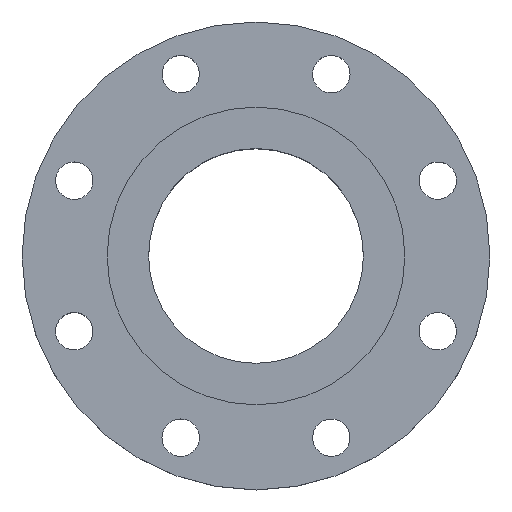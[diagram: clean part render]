
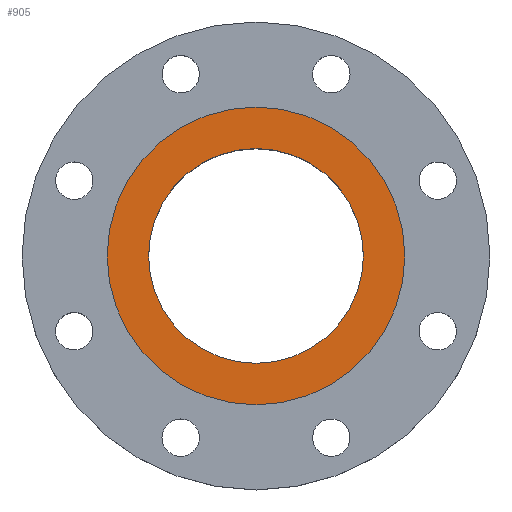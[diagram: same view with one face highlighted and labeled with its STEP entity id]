
A CAD part, top view. The second image highlights one B-rep face of the part: STEP entity #905.
In plain terms, the highlighted planar face has unit normal (0, 0, 1).
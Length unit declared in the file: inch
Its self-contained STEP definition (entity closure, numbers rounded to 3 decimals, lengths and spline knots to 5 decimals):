
#16 = CARTESIAN_POINT ( 'NONE',  ( 0., 0., 0.0625 ) ) ;
#17 = CARTESIAN_POINT ( 'NONE',  ( 0., 0., 0.0625 ) ) ;
#18 = DIRECTION ( 'NONE',  ( 1., 0., 0. ) ) ;
#74 = EDGE_CURVE ( 'NONE', #754, #169, #528, .T. ) ;
#98 = DIRECTION ( 'NONE',  ( 1., 0., 0. ) ) ;
#101 = PLANE ( 'NONE',  #532 ) ;
#107 = CARTESIAN_POINT ( 'NONE',  ( 0., 0., 0.0625 ) ) ;
#146 = ORIENTED_EDGE ( 'NONE', *, *, #74, .T. ) ;
#160 = AXIS2_PLACEMENT_3D ( 'NONE', #17, #861, #98 ) ;
#169 = VERTEX_POINT ( 'NONE', #605 ) ;
#209 = EDGE_CURVE ( 'NONE', #169, #754, #658, .T. ) ;
#213 = CIRCLE ( 'NONE', #938, 2.525 ) ;
#263 = DIRECTION ( 'NONE',  ( 0., 0., 1. ) ) ;
#273 = FACE_BOUND ( 'NONE', #702, .T. ) ;
#277 = DIRECTION ( 'NONE',  ( 1., 0., 0. ) ) ;
#318 = CARTESIAN_POINT ( 'NONE',  ( -2.525, 0., 0.0625 ) ) ;
#377 = ORIENTED_EDGE ( 'NONE', *, *, #422, .F. ) ;
#388 = CARTESIAN_POINT ( 'NONE',  ( 2.525, 0., 0.0625 ) ) ;
#404 = DIRECTION ( 'NONE',  ( 0., 0., 1. ) ) ;
#422 = EDGE_CURVE ( 'NONE', #638, #656, #993, .T. ) ;
#477 = ORIENTED_EDGE ( 'NONE', *, *, #209, .T. ) ;
#481 = DIRECTION ( 'NONE',  ( 0., 0., 1. ) ) ;
#528 = CIRCLE ( 'NONE', #160, 3.5 ) ;
#532 = AXIS2_PLACEMENT_3D ( 'NONE', #16, #263, #277 ) ;
#538 = EDGE_LOOP ( 'NONE', ( #146, #477 ) ) ;
#605 = CARTESIAN_POINT ( 'NONE',  ( 3.5, 0., 0.0625 ) ) ;
#614 = EDGE_CURVE ( 'NONE', #656, #638, #213, .T. ) ;
#617 = AXIS2_PLACEMENT_3D ( 'NONE', #829, #404, #740 ) ;
#638 = VERTEX_POINT ( 'NONE', #388 ) ;
#656 = VERTEX_POINT ( 'NONE', #318 ) ;
#658 = CIRCLE ( 'NONE', #724, 3.5 ) ;
#678 = DIRECTION ( 'NONE',  ( 0., 0., 1. ) ) ;
#702 = EDGE_LOOP ( 'NONE', ( #1017, #377 ) ) ;
#724 = AXIS2_PLACEMENT_3D ( 'NONE', #107, #678, #18 ) ;
#740 = DIRECTION ( 'NONE',  ( 1., 0., 0. ) ) ;
#754 = VERTEX_POINT ( 'NONE', #1090 ) ;
#806 = DIRECTION ( 'NONE',  ( 1., 0., 0. ) ) ;
#829 = CARTESIAN_POINT ( 'NONE',  ( 0., 0., 0.0625 ) ) ;
#856 = FACE_OUTER_BOUND ( 'NONE', #538, .T. ) ;
#861 = DIRECTION ( 'NONE',  ( 0., 0., 1. ) ) ;
#905 = ADVANCED_FACE ( 'NONE', ( #273, #856 ), #101, .T. ) ;
#938 = AXIS2_PLACEMENT_3D ( 'NONE', #1070, #481, #806 ) ;
#993 = CIRCLE ( 'NONE', #617, 2.525 ) ;
#1017 = ORIENTED_EDGE ( 'NONE', *, *, #614, .F. ) ;
#1070 = CARTESIAN_POINT ( 'NONE',  ( 0., 0., 0.0625 ) ) ;
#1090 = CARTESIAN_POINT ( 'NONE',  ( -3.5, 0., 0.0625 ) ) ;
